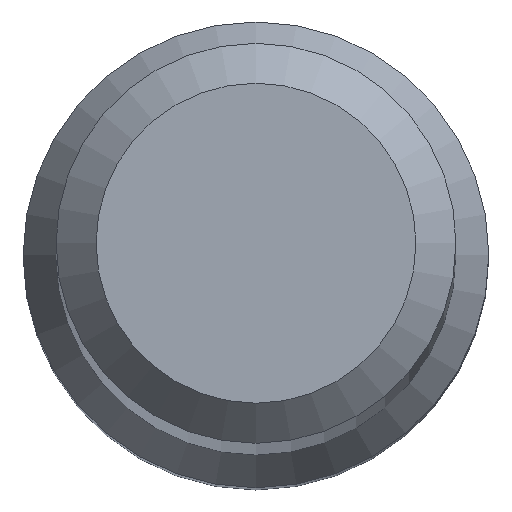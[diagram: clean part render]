
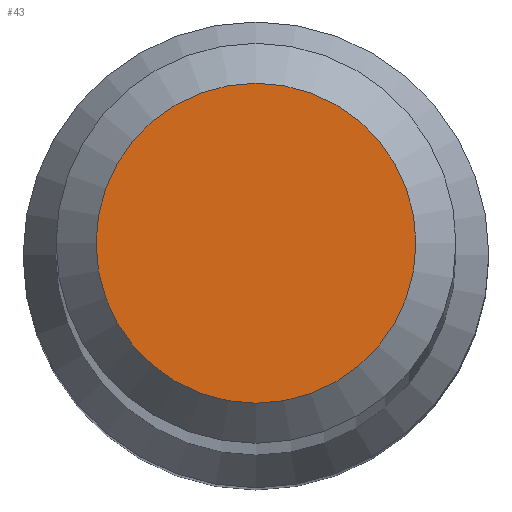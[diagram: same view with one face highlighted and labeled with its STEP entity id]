
A CAD part, top view. The second image highlights one B-rep face of the part: STEP entity #43.
In plain terms, the highlighted planar face has unit normal (0, 0, 1).
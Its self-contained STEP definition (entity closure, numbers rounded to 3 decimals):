
#33 = DIRECTION ( 'NONE',  ( 0., -1., 0. ) ) ;
#42 = AXIS2_PLACEMENT_3D ( 'NONE', #236, #110, #220 ) ;
#43 = ADVANCED_FACE ( 'NONE', ( #142 ), #83, .T. ) ;
#83 = PLANE ( 'NONE',  #189 ) ;
#109 = VERTEX_POINT ( 'NONE', #133 ) ;
#110 = DIRECTION ( 'NONE',  ( 0., 0., -1. ) ) ;
#133 = CARTESIAN_POINT ( 'NONE',  ( 0., 1.6, 80. ) ) ;
#142 = FACE_OUTER_BOUND ( 'NONE', #212, .T. ) ;
#161 = DIRECTION ( 'NONE',  ( 0., 0., 1. ) ) ;
#162 = CARTESIAN_POINT ( 'NONE',  ( 0., 0., 80. ) ) ;
#180 = EDGE_CURVE ( 'NONE', #109, #109, #192, .T. ) ;
#189 = AXIS2_PLACEMENT_3D ( 'NONE', #162, #161, #33 ) ;
#192 = CIRCLE ( 'NONE', #42, 1.6 ) ;
#212 = EDGE_LOOP ( 'NONE', ( #227 ) ) ;
#220 = DIRECTION ( 'NONE',  ( 0., 1., 0. ) ) ;
#227 = ORIENTED_EDGE ( 'NONE', *, *, #180, .F. ) ;
#236 = CARTESIAN_POINT ( 'NONE',  ( 0., 0., 80. ) ) ;
